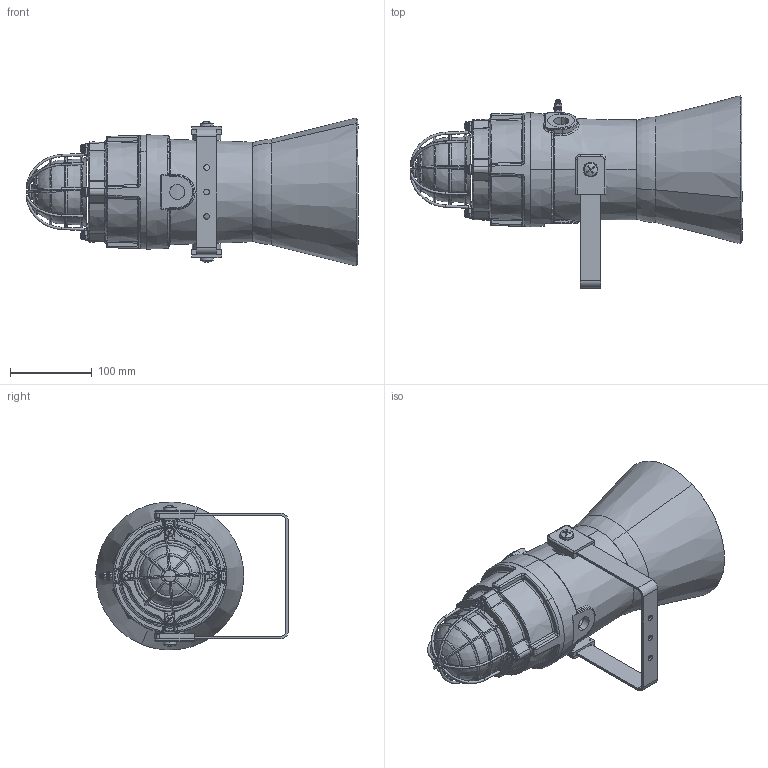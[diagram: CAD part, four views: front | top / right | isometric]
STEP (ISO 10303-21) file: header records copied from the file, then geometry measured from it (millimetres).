
FILE_DESCRIPTION (( 'STEP AP214' ), '1' );
FILE_NAME ('D190-05-301-3D_Issue_1.STEP', '2022-01-21T11:19:15', ( '' ), ( '' ), 'SwSTEP 2.0', 'SolidWorks 2021', '' );
FILE_SCHEMA (( 'AUTOMOTIVE_DESIGN' ));
Length unit declared in the file: millimetre
Products named in the file (21): WASGM8A4; SCSSM8X20A4P; beacon sub assy; D2430-3D_Issue_B; sounder body casting_Machined; WASGM5A4; sounder sub assy_S120 Sounder assembly; WAM8A4; SCNUTM5A4; S110 horn; WAM5A4; D190-05-301-3D_Issue_1; D2410-3D_Issue_B; beacon casting_Machining 2D; d190 lens_Diffused; Nose Cone Label LARGE; D2489-3D_Issue_B_OD115; SCSTUDM5A4; D2411-3D_Issue_A; OR544NIT070_Installed D190; SCSSM5X16A4P
Assembly tree (40 placements, depth 3):
  D190-05-301-3D_Issue_1
    sounder sub assy_S120 Sounder assembly
      sounder body casting_Machined
      D2430-3D_Issue_B
      D2411-3D_Issue_A  x2
      D2410-3D_Issue_B  x2
      WAM8A4  x2
      WASGM8A4  x2
      SCSSM8X20A4P  x2
      SCSTUDM5A4
      WAM5A4  x3
      WASGM5A4  x2
      SCNUTM5A4  x2
    beacon sub assy
      beacon casting_Machining 2D
      D2489-3D_Issue_B_OD115
      SCSSM5X16A4P  x4
      WAM5A4  x4
      WASGM5A4  x4
      d190 lens_Diffused
    OR544NIT070_Installed D190
    S110 horn
    Nose Cone Label LARGE
Bounding box: 406.61 x 235.61 x 181.22 mm (x, y, z)
Volume: 1116375.2 mm3; surface area: 521455.1 mm2
Topology: 51 solids, 51 shells, 1886 faces, 4605 edges, 2788 vertices
Faces by surface type: cylinder 647, plane 531, bspline 280, torus 249, cone 129, sphere 50
Entity records: 63884 total; most frequent: CARTESIAN_POINT 31045, ORIENTED_EDGE 6946, DIRECTION 5940, EDGE_CURVE 3473, AXIS2_PLACEMENT_3D 2383, VERTEX_POINT 2129, EDGE_LOOP 1500, FACE_OUTER_BOUND 1425
